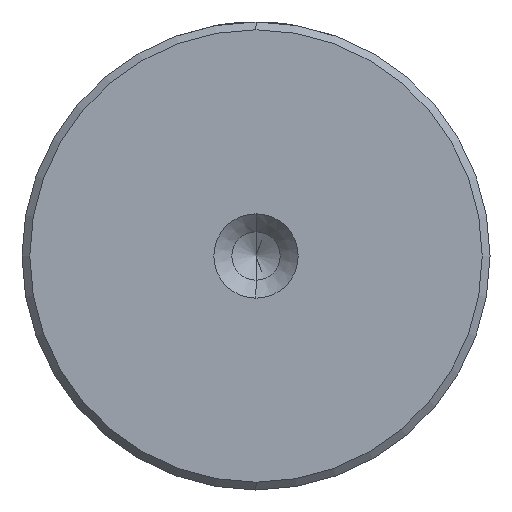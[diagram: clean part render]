
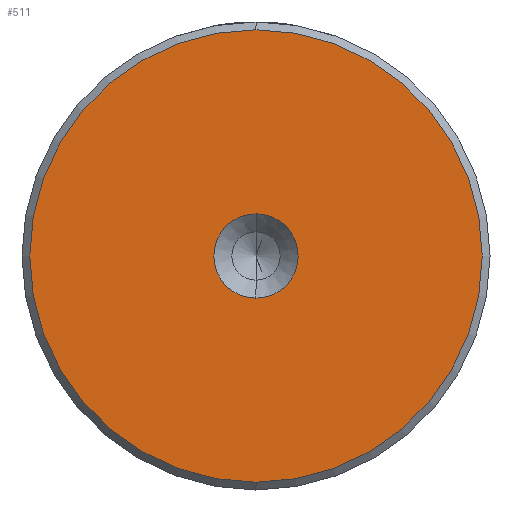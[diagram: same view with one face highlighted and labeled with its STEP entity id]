
A CAD part, left-side view. The second image highlights one B-rep face of the part: STEP entity #511.
In plain terms, the highlighted planar face has unit normal (-1, 0, 0).
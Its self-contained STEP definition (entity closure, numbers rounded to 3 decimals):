
#15 = ORIENTED_EDGE ( 'NONE', *, *, #1606, .T. ) ;
#49 = DIRECTION ( 'NONE',  ( 0., 0., 1. ) ) ;
#233 = DIRECTION ( 'NONE',  ( -1., 0., 0. ) ) ;
#440 = EDGE_LOOP ( 'NONE', ( #1732, #15 ) ) ;
#494 = CARTESIAN_POINT ( 'NONE',  ( 0., 0., 2.7 ) ) ;
#511 = ADVANCED_FACE ( 'NONE', ( #731, #2115 ), #1346, .T. ) ;
#520 = DIRECTION ( 'NONE',  ( -1., 0., 0. ) ) ;
#656 = ORIENTED_EDGE ( 'NONE', *, *, #1024, .F. ) ;
#673 = CARTESIAN_POINT ( 'NONE',  ( 0., 0., 14.5 ) ) ;
#679 = AXIS2_PLACEMENT_3D ( 'NONE', #1649, #520, #1832 ) ;
#717 = DIRECTION ( 'NONE',  ( 0., 0., 1. ) ) ;
#731 = FACE_OUTER_BOUND ( 'NONE', #440, .T. ) ;
#775 = CARTESIAN_POINT ( 'NONE',  ( 0., 0., -14.5 ) ) ;
#785 = CIRCLE ( 'NONE', #996, 2.7 ) ;
#832 = VERTEX_POINT ( 'NONE', #673 ) ;
#862 = DIRECTION ( 'NONE',  ( -1., 0., 0. ) ) ;
#881 = CARTESIAN_POINT ( 'NONE',  ( 0., 0., 0. ) ) ;
#932 = AXIS2_PLACEMENT_3D ( 'NONE', #1665, #1281, #1172 ) ;
#996 = AXIS2_PLACEMENT_3D ( 'NONE', #881, #862, #717 ) ;
#1024 = EDGE_CURVE ( 'NONE', #1425, #2351, #785, .T. ) ;
#1172 = DIRECTION ( 'NONE',  ( 0., 0., 1. ) ) ;
#1207 = DIRECTION ( 'NONE',  ( -1., 0., 0. ) ) ;
#1281 = DIRECTION ( 'NONE',  ( -1., 0., 0. ) ) ;
#1294 = ORIENTED_EDGE ( 'NONE', *, *, #2154, .F. ) ;
#1337 = EDGE_LOOP ( 'NONE', ( #656, #1294 ) ) ;
#1346 = PLANE ( 'NONE',  #932 ) ;
#1377 = CARTESIAN_POINT ( 'NONE',  ( 0., 0., 0. ) ) ;
#1425 = VERTEX_POINT ( 'NONE', #494 ) ;
#1566 = DIRECTION ( 'NONE',  ( 0., 0., 1. ) ) ;
#1606 = EDGE_CURVE ( 'NONE', #832, #2108, #1870, .T. ) ;
#1649 = CARTESIAN_POINT ( 'NONE',  ( 0., 0., 0. ) ) ;
#1653 = AXIS2_PLACEMENT_3D ( 'NONE', #1377, #233, #1566 ) ;
#1665 = CARTESIAN_POINT ( 'NONE',  ( 0., 0., 0. ) ) ;
#1670 = EDGE_CURVE ( 'NONE', #2108, #832, #2180, .T. ) ;
#1732 = ORIENTED_EDGE ( 'NONE', *, *, #1670, .T. ) ;
#1832 = DIRECTION ( 'NONE',  ( 0., 0., 1. ) ) ;
#1870 = CIRCLE ( 'NONE', #1653, 14.5 ) ;
#1908 = AXIS2_PLACEMENT_3D ( 'NONE', #2317, #1207, #49 ) ;
#1917 = CARTESIAN_POINT ( 'NONE',  ( 0., 0., -2.7 ) ) ;
#2108 = VERTEX_POINT ( 'NONE', #775 ) ;
#2115 = FACE_BOUND ( 'NONE', #1337, .T. ) ;
#2154 = EDGE_CURVE ( 'NONE', #2351, #1425, #2301, .T. ) ;
#2180 = CIRCLE ( 'NONE', #1908, 14.5 ) ;
#2301 = CIRCLE ( 'NONE', #679, 2.7 ) ;
#2317 = CARTESIAN_POINT ( 'NONE',  ( 0., 0., 0. ) ) ;
#2351 = VERTEX_POINT ( 'NONE', #1917 ) ;
